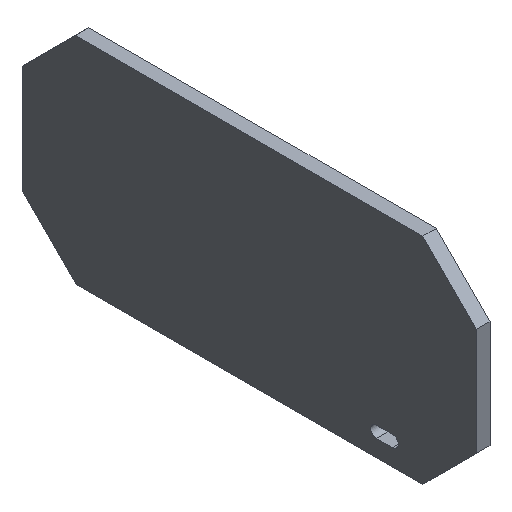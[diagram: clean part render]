
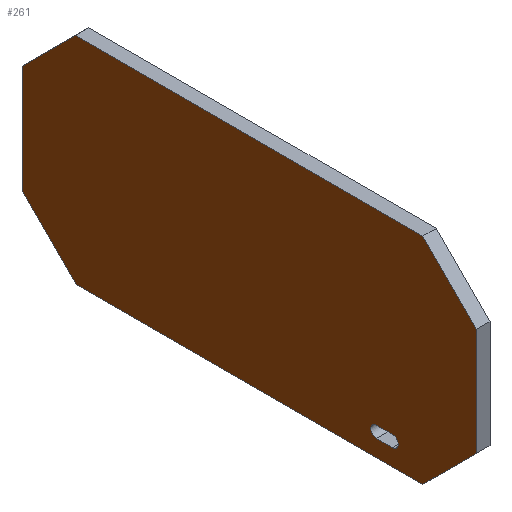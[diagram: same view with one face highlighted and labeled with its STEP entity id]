
A CAD part, isometric view. The second image highlights one B-rep face of the part: STEP entity #261.
In plain terms, the highlighted planar face has unit normal (-1, 0, 0).
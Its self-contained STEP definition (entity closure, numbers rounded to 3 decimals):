
#17=FACE_BOUND('',#38,.T.);
#19=CIRCLE('',#290,2.146);
#20=CIRCLE('',#291,2.146);
#23=FACE_OUTER_BOUND('',#37,.T.);
#37=EDGE_LOOP('',(#177,#178,#179,#180,#181,#182,#183,#184));
#38=EDGE_LOOP('',(#185,#186,#187,#188));
#53=LINE('',#381,#85);
#54=LINE('',#383,#86);
#55=LINE('',#385,#87);
#56=LINE('',#387,#88);
#57=LINE('',#389,#89);
#58=LINE('',#391,#90);
#59=LINE('',#393,#91);
#60=LINE('',#394,#92);
#61=LINE('',#397,#93);
#62=LINE('',#401,#94);
#85=VECTOR('',#311,10.);
#86=VECTOR('',#312,10.);
#87=VECTOR('',#313,10.);
#88=VECTOR('',#314,10.);
#89=VECTOR('',#315,10.);
#90=VECTOR('',#316,10.);
#91=VECTOR('',#317,10.);
#92=VECTOR('',#318,10.);
#93=VECTOR('',#319,10.);
#94=VECTOR('',#322,10.);
#117=VERTEX_POINT('',#379);
#118=VERTEX_POINT('',#380);
#119=VERTEX_POINT('',#382);
#120=VERTEX_POINT('',#384);
#121=VERTEX_POINT('',#386);
#122=VERTEX_POINT('',#388);
#123=VERTEX_POINT('',#390);
#124=VERTEX_POINT('',#392);
#125=VERTEX_POINT('',#395);
#126=VERTEX_POINT('',#396);
#127=VERTEX_POINT('',#398);
#128=VERTEX_POINT('',#400);
#141=EDGE_CURVE('',#117,#118,#53,.T.);
#142=EDGE_CURVE('',#118,#119,#54,.T.);
#143=EDGE_CURVE('',#119,#120,#55,.T.);
#144=EDGE_CURVE('',#120,#121,#56,.T.);
#145=EDGE_CURVE('',#121,#122,#57,.T.);
#146=EDGE_CURVE('',#122,#123,#58,.T.);
#147=EDGE_CURVE('',#123,#124,#59,.T.);
#148=EDGE_CURVE('',#124,#117,#60,.T.);
#149=EDGE_CURVE('',#125,#126,#61,.T.);
#150=EDGE_CURVE('',#126,#127,#19,.T.);
#151=EDGE_CURVE('',#127,#128,#62,.T.);
#152=EDGE_CURVE('',#128,#125,#20,.T.);
#177=ORIENTED_EDGE('',*,*,#141,.T.);
#178=ORIENTED_EDGE('',*,*,#142,.T.);
#179=ORIENTED_EDGE('',*,*,#143,.T.);
#180=ORIENTED_EDGE('',*,*,#144,.T.);
#181=ORIENTED_EDGE('',*,*,#145,.T.);
#182=ORIENTED_EDGE('',*,*,#146,.T.);
#183=ORIENTED_EDGE('',*,*,#147,.T.);
#184=ORIENTED_EDGE('',*,*,#148,.T.);
#185=ORIENTED_EDGE('',*,*,#149,.T.);
#186=ORIENTED_EDGE('',*,*,#150,.T.);
#187=ORIENTED_EDGE('',*,*,#151,.T.);
#188=ORIENTED_EDGE('',*,*,#152,.T.);
#249=PLANE('',#289);
#261=ADVANCED_FACE('',(#23,#17),#249,.T.);
#289=AXIS2_PLACEMENT_3D('',#378,#309,#310);
#290=AXIS2_PLACEMENT_3D('',#399,#320,#321);
#291=AXIS2_PLACEMENT_3D('',#402,#323,#324);
#309=DIRECTION('center_axis',(-1.,0.,0.));
#310=DIRECTION('ref_axis',(0.,0.,1.));
#311=DIRECTION('',(0.,0.707,0.707));
#312=DIRECTION('',(0.,1.,0.));
#313=DIRECTION('',(0.,0.706,-0.708));
#314=DIRECTION('',(0.,0.,-1.));
#315=DIRECTION('',(0.,-0.707,-0.707));
#316=DIRECTION('',(0.,-1.,0.));
#317=DIRECTION('',(0.,-0.707,0.707));
#318=DIRECTION('',(0.,0.,1.));
#319=DIRECTION('',(0.,1.,0.));
#320=DIRECTION('center_axis',(1.,0.,0.));
#321=DIRECTION('ref_axis',(0.,0.,1.));
#322=DIRECTION('',(0.,-1.,0.));
#323=DIRECTION('center_axis',(1.,0.,0.));
#324=DIRECTION('ref_axis',(0.,0.,-1.));
#378=CARTESIAN_POINT('Origin',(-29.509,129.596,35.));
#379=CARTESIAN_POINT('',(-29.509,45.,55.));
#380=CARTESIAN_POINT('',(-29.509,65.,75.));
#381=CARTESIAN_POINT('',(-29.509,45.,55.));
#382=CARTESIAN_POINT('',(-29.509,194.425,75.));
#383=CARTESIAN_POINT('',(-29.509,65.,75.));
#384=CARTESIAN_POINT('',(-29.509,214.192,55.199));
#385=CARTESIAN_POINT('',(-29.509,194.425,75.));
#386=CARTESIAN_POINT('',(-29.509,214.192,15.));
#387=CARTESIAN_POINT('',(-29.509,214.192,55.199));
#388=CARTESIAN_POINT('',(-29.509,194.192,-5.));
#389=CARTESIAN_POINT('',(-29.509,214.192,15.));
#390=CARTESIAN_POINT('',(-29.509,65.,-5.));
#391=CARTESIAN_POINT('',(-29.509,194.192,-5.));
#392=CARTESIAN_POINT('',(-29.509,45.,15.));
#393=CARTESIAN_POINT('',(-29.509,65.,-5.));
#394=CARTESIAN_POINT('',(-29.509,45.,55.));
#395=CARTESIAN_POINT('',(-29.509,76.311,1.163));
#396=CARTESIAN_POINT('',(-29.509,82.213,1.163));
#397=CARTESIAN_POINT('',(-29.509,103.354,1.163));
#398=CARTESIAN_POINT('',(-29.509,82.213,5.455));
#399=CARTESIAN_POINT('Origin',(-29.509,82.213,3.309));
#400=CARTESIAN_POINT('',(-29.509,76.311,5.455));
#401=CARTESIAN_POINT('',(-29.509,105.904,5.455));
#402=CARTESIAN_POINT('Origin',(-29.509,76.311,3.309));
